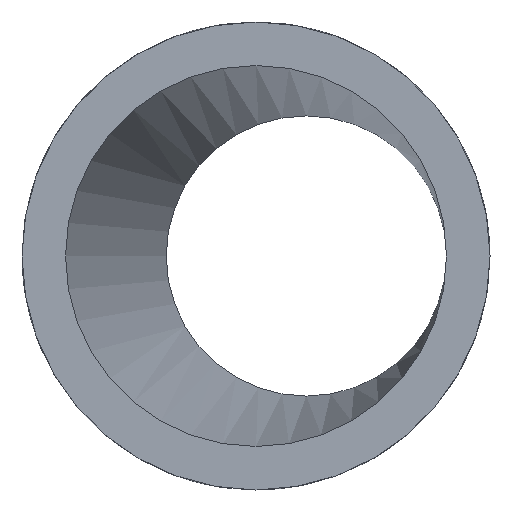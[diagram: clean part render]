
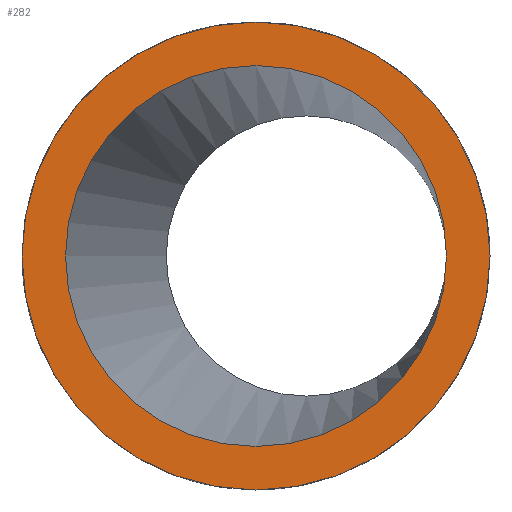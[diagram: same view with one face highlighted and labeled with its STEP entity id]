
A CAD part, front view. The second image highlights one B-rep face of the part: STEP entity #282.
In plain terms, the highlighted planar face has unit normal (0, -1, 0).
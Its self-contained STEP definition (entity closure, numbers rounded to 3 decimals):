
#142=CARTESIAN_POINT('',(7.,0.,0.));
#143=VERTEX_POINT('',#142);
#144=CARTESIAN_POINT('',(0.0,0.,0.0));
#145=DIRECTION('',(0.0,1.0,0.0));
#146=DIRECTION('',(-1.0,0.0,0.0));
#147=AXIS2_PLACEMENT_3D('',#144,#145,#146);
#148=CIRCLE('',#147,7.);
#149=EDGE_CURVE('',#143,#143,#148,.T.);
#255=CARTESIAN_POINT('',(8.6,0.,0.0));
#256=VERTEX_POINT('',#255);
#257=CARTESIAN_POINT('',(0.0,0.0,0.0));
#258=DIRECTION('',(0.0,-1.0,0.0));
#259=DIRECTION('',(1.0,0.0,0.0));
#260=AXIS2_PLACEMENT_3D('',#257,#258,#259);
#261=CIRCLE('',#260,8.6);
#262=EDGE_CURVE('',#256,#256,#261,.T.);
#271=CARTESIAN_POINT('',(4.3,0.,0.0));
#272=DIRECTION('',(0.0,-1.0,0.0));
#273=DIRECTION('',(0.0,0.0,-1.0));
#274=AXIS2_PLACEMENT_3D('',#271,#272,#273);
#275=PLANE('',#274);
#276=ORIENTED_EDGE('',*,*,#262,.T.);
#277=EDGE_LOOP('',(#276));
#278=FACE_OUTER_BOUND('',#277,.T.);
#279=ORIENTED_EDGE('',*,*,#149,.T.);
#280=EDGE_LOOP('',(#279));
#281=FACE_BOUND('',#280,.T.);
#282=ADVANCED_FACE('',(#278,#281),#275,.T.);
